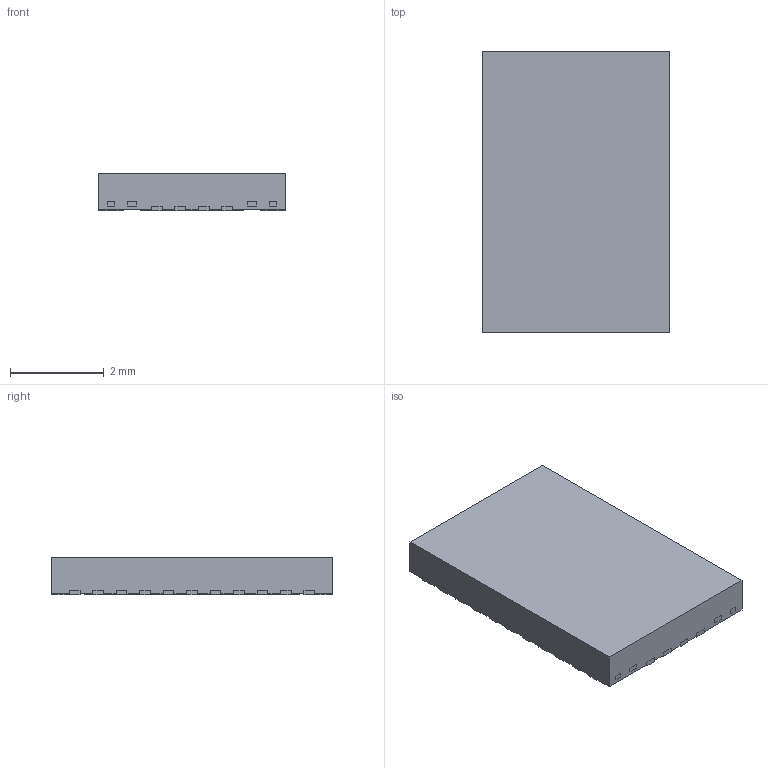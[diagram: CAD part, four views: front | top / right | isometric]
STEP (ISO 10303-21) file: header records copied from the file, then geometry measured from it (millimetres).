
FILE_DESCRIPTION (( 'STEP AP214' ), '1' );
FILE_NAME ('LM73606RNPR.STEP', '2024-01-16T04:18:10', ( '' ), ( '' ), 'SwSTEP 2.0', 'SolidWorks 2016', '' );
FILE_SCHEMA (( 'AUTOMOTIVE_DESIGN' ));
Length unit declared in the file: millimetre
Products named in the file (3): FRAME; BODY-QFN; LM73606RNPR
Assembly tree (2 placements, depth 2):
  LM73606RNPR
    BODY-QFN
    FRAME
Bounding box: 4 x 6 x 0.8 mm (x, y, z)
Volume: 18.9 mm3; surface area: 109.2 mm2
Topology: 40 solids, 40 shells, 673 faces, 1746 edges, 1164 vertices
Faces by surface type: plane 597, cylinder 76
Entity records: 28127 total; most frequent: CARTESIAN_POINT 3588, ORIENTED_EDGE 3492, DIRECTION 3254, EDGE_CURVE 1746, VECTOR 1594, LINE 1594, VERTEX_POINT 1164, AXIS2_PLACEMENT_3D 830
